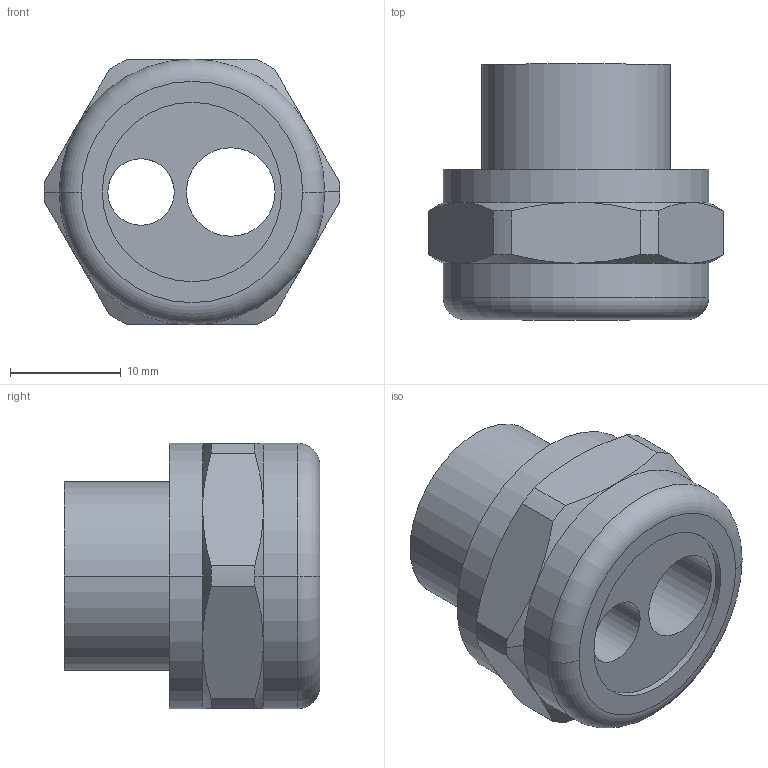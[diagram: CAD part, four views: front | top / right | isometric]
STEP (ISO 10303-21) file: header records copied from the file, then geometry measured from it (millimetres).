
FILE_DESCRIPTION(('Creo Elements/Direct Modeling STEP Export'),'2;1');
FILE_NAME('model.stp','2020-11-02T 7:02:33',(''),(''),'Creo Elements/Direct Modeling STEP processor for AP214 (Solid Model)','Creo Elements/Direct Modeling 20.1A 29-Sep-2018 (C) Parametric Technology GmbH','');
FILE_SCHEMA(('AUTOMOTIVE_DESIGN { 1 0 10303 214 1 1 1 1 }'));
Length unit declared in the file: millimetre
Products named in the file (2): VC-M-KV-PG16_1X6-1X8
Assembly tree (1 placements, depth 2):
  VC-M-KV-PG16_1X6-1X8
    VC-M-KV-PG16_1X6-1X8
Bounding box: 26.7 x 23.1 x 24 mm (x, y, z)
Volume: 5251.5 mm3; surface area: 4680.2 mm2
Topology: 1 solids, 1 shells, 52 faces, 124 edges, 78 vertices
Faces by surface type: cylinder 22, cone 16, plane 12, torus 2
Entity records: 2510 total; most frequent: CARTESIAN_POINT 1005, ORIENTED_EDGE 248, DIRECTION 172, EDGE_CURVE 124, VERTEX_POINT 78, AXIS2_PLACEMENT_3D 70, EDGE_LOOP 60, COLOUR_RGB 53
